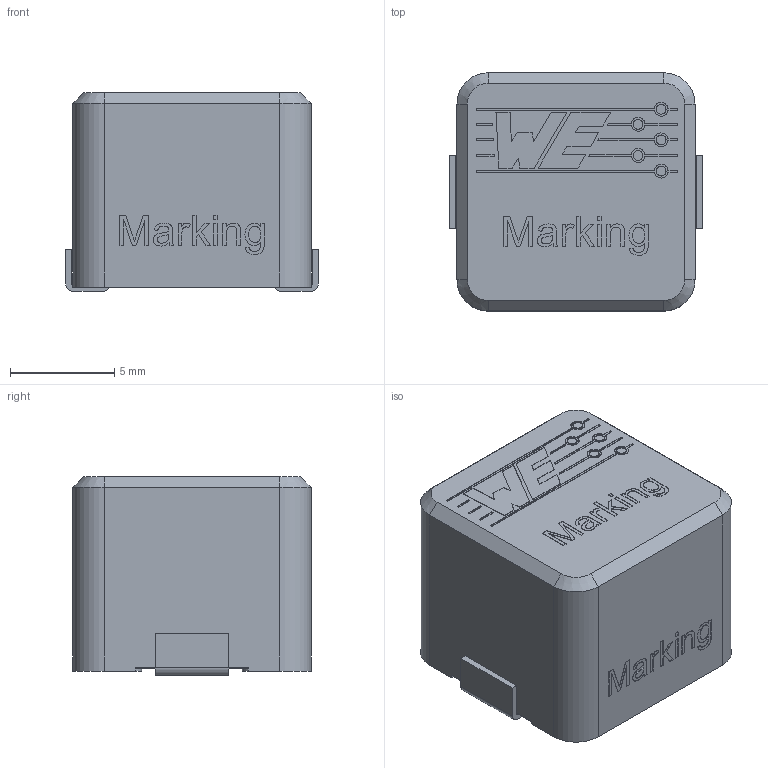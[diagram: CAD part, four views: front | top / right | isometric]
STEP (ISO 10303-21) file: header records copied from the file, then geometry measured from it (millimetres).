
FILE_DESCRIPTION (( 'STEP AP214' ), '1' );
FILE_NAME ('IND,Wirewound,11.4x11.4.STEP', '2020-05-17T01:11:43', ( '' ), ( '' ), 'SwSTEP 2.0', 'SolidWorks 2020', '' );
FILE_SCHEMA (( 'AUTOMOTIVE_DESIGN' ));
Length unit declared in the file: millimetre
Products named in the file (8): IND,Wirewound,11.4x11.4; base.stp.STEP.STEP; IND,WIREWOUND,11.4x11.4,SMD.stp.STEP.STEP; contact.stp.STEP.STEP; core-0.stp.STEP.STEP; contact-1.stp.STEP.STEP; core.stp.STEP.STEP; IND,WIREWOUND,11.4x11.4,SMD.STEP.STEP
Assembly tree (7 placements, depth 4):
  IND,Wirewound,11.4x11.4
    IND,WIREWOUND,11.4x11.4,SMD.STEP.STEP
      IND,WIREWOUND,11.4x11.4,SMD.stp.STEP.STEP
        base.stp.STEP.STEP
        core.stp.STEP.STEP
        core-0.stp.STEP.STEP
        contact.stp.STEP.STEP
        contact-1.stp.STEP.STEP
Bounding box: 12.1 x 11.4 x 9.5 mm (x, y, z)
Volume: 896.8 mm3; surface area: 1394.5 mm2
Topology: 5 solids, 5 shells, 336 faces, 851 edges, 562 vertices
Faces by surface type: plane 246, bspline 56, cylinder 30, cone 4
Entity records: 12721 total; most frequent: CARTESIAN_POINT 5137, ORIENTED_EDGE 1702, DIRECTION 1145, EDGE_CURVE 851, VERTEX_POINT 562, LINE 433, VECTOR 433, EDGE_LOOP 373
